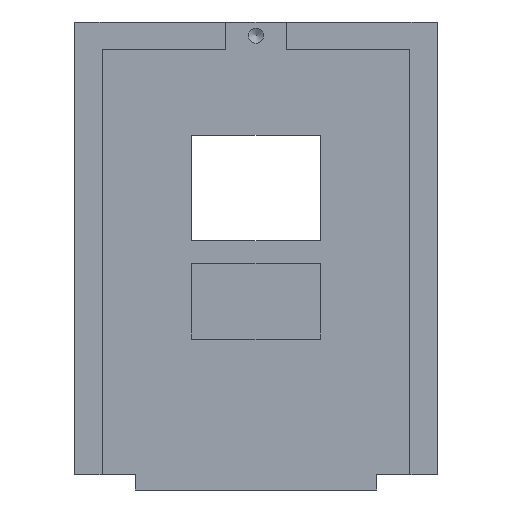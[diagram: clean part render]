
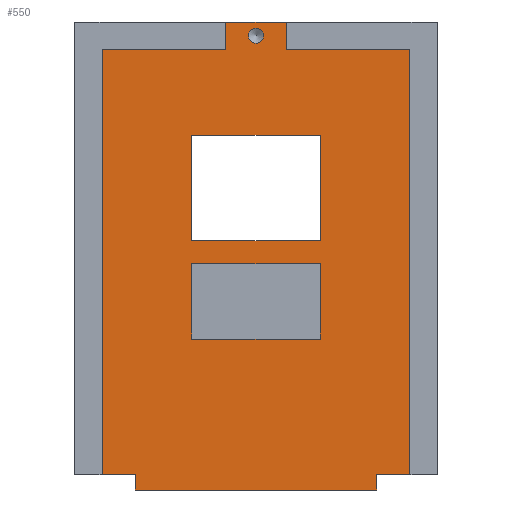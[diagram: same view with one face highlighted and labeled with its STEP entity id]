
A CAD part, front view. The second image highlights one B-rep face of the part: STEP entity #550.
In plain terms, the highlighted planar face has unit normal (0, -1, 0).
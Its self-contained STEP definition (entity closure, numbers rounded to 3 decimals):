
#15=FACE_BOUND('',#88,.T.);
#16=FACE_BOUND('',#89,.T.);
#17=FACE_BOUND('',#90,.T.);
#28=PLANE('',#595);
#58=FACE_OUTER_BOUND('',#87,.T.);
#87=EDGE_LOOP('',(#429,#430,#431,#432,#433,#434,#435,#436,#437,#438,#439,
#440));
#88=EDGE_LOOP('',(#441));
#89=EDGE_LOOP('',(#442,#443,#444,#445));
#90=EDGE_LOOP('',(#446,#447,#448,#449));
#112=LINE('',#766,#186);
#120=LINE('',#781,#194);
#121=LINE('',#783,#195);
#122=LINE('',#787,#196);
#126=LINE('',#795,#200);
#129=LINE('',#801,#203);
#132=LINE('',#806,#206);
#134=LINE('',#812,#208);
#135=LINE('',#814,#209);
#136=LINE('',#816,#210);
#137=LINE('',#818,#211);
#138=LINE('',#820,#212);
#139=LINE('',#822,#213);
#140=LINE('',#824,#214);
#141=LINE('',#825,#215);
#142=LINE('',#826,#216);
#143=LINE('',#829,#217);
#144=LINE('',#831,#218);
#145=LINE('',#833,#219);
#146=LINE('',#834,#220);
#186=VECTOR('',#628,10.);
#194=VECTOR('',#640,10.);
#195=VECTOR('',#643,10.);
#196=VECTOR('',#646,10.);
#200=VECTOR('',#652,10.);
#203=VECTOR('',#657,10.);
#206=VECTOR('',#662,10.);
#208=VECTOR('',#668,10.);
#209=VECTOR('',#669,10.);
#210=VECTOR('',#670,10.);
#211=VECTOR('',#671,10.);
#212=VECTOR('',#672,10.);
#213=VECTOR('',#673,10.);
#214=VECTOR('',#674,10.);
#215=VECTOR('',#675,10.);
#216=VECTOR('',#676,10.);
#217=VECTOR('',#677,10.);
#218=VECTOR('',#678,10.);
#219=VECTOR('',#679,10.);
#220=VECTOR('',#680,10.);
#258=CIRCLE('',#585,0.5);
#261=VERTEX_POINT('',#758);
#262=VERTEX_POINT('',#762);
#264=VERTEX_POINT('',#765);
#268=VERTEX_POINT('',#777);
#269=VERTEX_POINT('',#779);
#270=VERTEX_POINT('',#785);
#271=VERTEX_POINT('',#786);
#274=VERTEX_POINT('',#794);
#276=VERTEX_POINT('',#800);
#278=VERTEX_POINT('',#810);
#279=VERTEX_POINT('',#811);
#280=VERTEX_POINT('',#813);
#281=VERTEX_POINT('',#815);
#282=VERTEX_POINT('',#817);
#283=VERTEX_POINT('',#819);
#284=VERTEX_POINT('',#821);
#285=VERTEX_POINT('',#823);
#286=VERTEX_POINT('',#827);
#287=VERTEX_POINT('',#828);
#288=VERTEX_POINT('',#830);
#289=VERTEX_POINT('',#832);
#312=EDGE_CURVE('',#261,#261,#258,.T.);
#315=EDGE_CURVE('',#262,#264,#112,.T.);
#323=EDGE_CURVE('',#268,#269,#120,.T.);
#324=EDGE_CURVE('',#264,#269,#121,.T.);
#325=EDGE_CURVE('',#270,#271,#122,.T.);
#329=EDGE_CURVE('',#274,#270,#126,.T.);
#332=EDGE_CURVE('',#276,#274,#129,.T.);
#335=EDGE_CURVE('',#271,#276,#132,.T.);
#337=EDGE_CURVE('',#278,#279,#134,.T.);
#338=EDGE_CURVE('',#280,#278,#135,.T.);
#339=EDGE_CURVE('',#281,#280,#136,.T.);
#340=EDGE_CURVE('',#281,#282,#137,.T.);
#341=EDGE_CURVE('',#282,#283,#138,.T.);
#342=EDGE_CURVE('',#284,#283,#139,.T.);
#343=EDGE_CURVE('',#285,#284,#140,.T.);
#344=EDGE_CURVE('',#285,#268,#141,.T.);
#345=EDGE_CURVE('',#262,#279,#142,.T.);
#346=EDGE_CURVE('',#286,#287,#143,.T.);
#347=EDGE_CURVE('',#288,#286,#144,.T.);
#348=EDGE_CURVE('',#289,#288,#145,.T.);
#349=EDGE_CURVE('',#287,#289,#146,.T.);
#429=ORIENTED_EDGE('',*,*,#337,.F.);
#430=ORIENTED_EDGE('',*,*,#338,.F.);
#431=ORIENTED_EDGE('',*,*,#339,.F.);
#432=ORIENTED_EDGE('',*,*,#340,.T.);
#433=ORIENTED_EDGE('',*,*,#341,.T.);
#434=ORIENTED_EDGE('',*,*,#342,.F.);
#435=ORIENTED_EDGE('',*,*,#343,.F.);
#436=ORIENTED_EDGE('',*,*,#344,.T.);
#437=ORIENTED_EDGE('',*,*,#323,.T.);
#438=ORIENTED_EDGE('',*,*,#324,.F.);
#439=ORIENTED_EDGE('',*,*,#315,.F.);
#440=ORIENTED_EDGE('',*,*,#345,.T.);
#441=ORIENTED_EDGE('',*,*,#312,.T.);
#442=ORIENTED_EDGE('',*,*,#325,.T.);
#443=ORIENTED_EDGE('',*,*,#335,.T.);
#444=ORIENTED_EDGE('',*,*,#332,.T.);
#445=ORIENTED_EDGE('',*,*,#329,.T.);
#446=ORIENTED_EDGE('',*,*,#346,.F.);
#447=ORIENTED_EDGE('',*,*,#347,.F.);
#448=ORIENTED_EDGE('',*,*,#348,.F.);
#449=ORIENTED_EDGE('',*,*,#349,.F.);
#550=ADVANCED_FACE('',(#58,#15,#16,#17),#28,.F.);
#585=AXIS2_PLACEMENT_3D('',#759,#622,#623);
#595=AXIS2_PLACEMENT_3D('',#809,#666,#667);
#622=DIRECTION('center_axis',(0.,1.,0.));
#623=DIRECTION('ref_axis',(0.,0.,-1.));
#628=DIRECTION('',(0.,0.,-1.));
#640=DIRECTION('',(0.,0.,-1.));
#643=DIRECTION('',(-1.,0.,0.));
#646=DIRECTION('',(1.,0.,0.));
#652=DIRECTION('',(0.,0.,1.));
#657=DIRECTION('',(-1.,0.,0.));
#662=DIRECTION('',(0.,0.,-1.));
#666=DIRECTION('center_axis',(0.,1.,0.));
#667=DIRECTION('ref_axis',(1.,0.,0.));
#668=DIRECTION('',(0.,0.,-1.));
#669=DIRECTION('',(1.,0.,0.));
#670=DIRECTION('',(0.,0.,-1.));
#671=DIRECTION('',(-1.,0.,0.));
#672=DIRECTION('',(0.,0.,-1.));
#673=DIRECTION('',(1.,0.,0.));
#674=DIRECTION('',(0.,0.,1.));
#675=DIRECTION('',(1.,0.,0.));
#676=DIRECTION('',(1.,0.,0.));
#677=DIRECTION('',(1.,0.,0.));
#678=DIRECTION('',(0.,0.,-1.));
#679=DIRECTION('',(-1.,0.,0.));
#680=DIRECTION('',(0.,0.,1.));
#758=CARTESIAN_POINT('',(-10.2,0.,29.6));
#759=CARTESIAN_POINT('Origin',(-10.2,0.,29.1));
#762=CARTESIAN_POINT('',(-2.2,0.,0.));
#765=CARTESIAN_POINT('',(-2.2,0.,-1.));
#766=CARTESIAN_POINT('',(-2.2,0.,0.));
#777=CARTESIAN_POINT('',(-18.2,0.,0.));
#779=CARTESIAN_POINT('',(-18.2,0.,-1.));
#781=CARTESIAN_POINT('',(-18.2,0.,0.));
#783=CARTESIAN_POINT('',(-18.2,0.,-1.));
#785=CARTESIAN_POINT('',(-14.45,0.,14.));
#786=CARTESIAN_POINT('',(-5.95,0.,14.));
#787=CARTESIAN_POINT('',(-12.325,0.,14.));
#794=CARTESIAN_POINT('',(-14.45,0.,9.));
#795=CARTESIAN_POINT('',(-14.45,0.,12.));
#800=CARTESIAN_POINT('',(-5.95,0.,9.));
#801=CARTESIAN_POINT('',(-8.075,0.,9.));
#806=CARTESIAN_POINT('',(-5.95,0.,14.5));
#809=CARTESIAN_POINT('Origin',(-10.2,0.,15.));
#810=CARTESIAN_POINT('',(0.,0.,28.2));
#811=CARTESIAN_POINT('',(0.,0.,0.));
#812=CARTESIAN_POINT('',(0.,0.,28.2));
#813=CARTESIAN_POINT('',(-8.2,0.,28.2));
#814=CARTESIAN_POINT('',(-20.4,0.,28.2));
#815=CARTESIAN_POINT('',(-8.2,0.,30.));
#816=CARTESIAN_POINT('',(-8.2,0.,30.));
#817=CARTESIAN_POINT('',(-12.2,0.,30.));
#818=CARTESIAN_POINT('',(1.8,0.,30.));
#819=CARTESIAN_POINT('',(-12.2,0.,28.2));
#820=CARTESIAN_POINT('',(-12.2,0.,30.));
#821=CARTESIAN_POINT('',(-20.4,0.,28.2));
#822=CARTESIAN_POINT('',(-20.4,0.,28.2));
#823=CARTESIAN_POINT('',(-20.4,0.,0.));
#824=CARTESIAN_POINT('',(-20.4,0.,0.));
#825=CARTESIAN_POINT('',(-22.2,0.,0.));
#826=CARTESIAN_POINT('',(-22.2,0.,0.));
#827=CARTESIAN_POINT('',(-14.45,0.,15.5));
#828=CARTESIAN_POINT('',(-5.95,0.,15.5));
#829=CARTESIAN_POINT('',(-14.45,0.,15.5));
#830=CARTESIAN_POINT('',(-14.45,0.,22.5));
#831=CARTESIAN_POINT('',(-14.45,0.,22.5));
#832=CARTESIAN_POINT('',(-5.95,0.,22.5));
#833=CARTESIAN_POINT('',(-5.95,0.,22.5));
#834=CARTESIAN_POINT('',(-5.95,0.,15.5));
